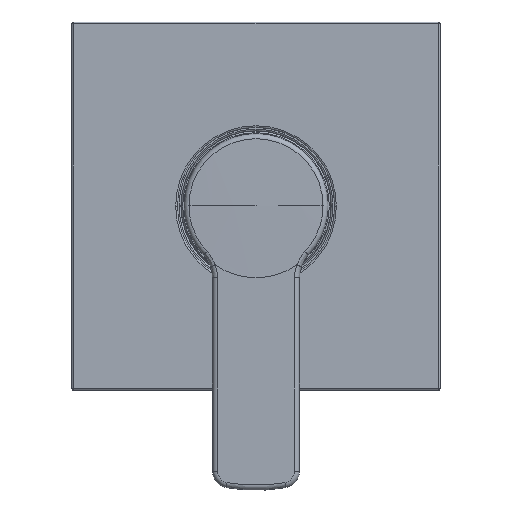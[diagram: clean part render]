
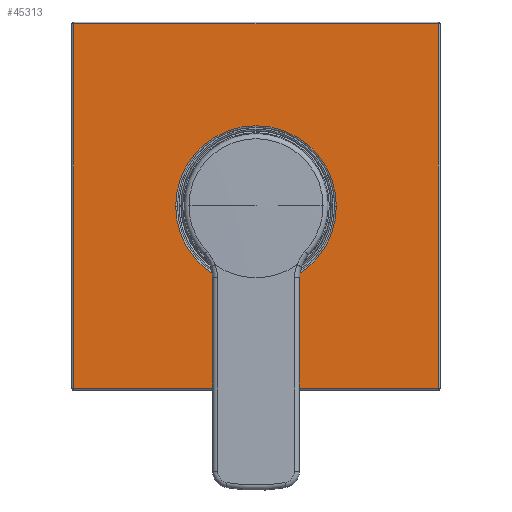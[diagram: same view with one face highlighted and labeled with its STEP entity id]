
A CAD part, top view. The second image highlights one B-rep face of the part: STEP entity #45313.
In plain terms, the highlighted planar face has unit normal (0, 0, 1).
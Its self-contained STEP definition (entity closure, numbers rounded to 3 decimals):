
#43936=DIRECTION('',(0.,-1.,0.));
#43937=VECTOR('',#43936,109.);
#43938=CARTESIAN_POINT('',(-54.5,54.5,46.5));
#43939=LINE('',#43938,#43937);
#43940=DIRECTION('',(-1.,0.,0.));
#43941=VECTOR('',#43940,109.);
#43942=CARTESIAN_POINT('',(54.5,54.5,46.5));
#43943=LINE('',#43942,#43941);
#43944=DIRECTION('',(0.,1.,0.));
#43945=VECTOR('',#43944,109.);
#43946=CARTESIAN_POINT('',(54.5,-54.5,46.5));
#43947=LINE('',#43946,#43945);
#43948=DIRECTION('',(1.,0.,0.));
#43949=VECTOR('',#43948,109.);
#43950=CARTESIAN_POINT('',(-54.5,-54.5,46.5));
#43951=LINE('',#43950,#43949);
#43952=CARTESIAN_POINT('',(0.,0.,46.5));
#43953=DIRECTION('',(0.,0.,-1.));
#43954=DIRECTION('',(1.,0.,0.));
#43955=AXIS2_PLACEMENT_3D('',#43952,#43953,#43954);
#43957=CARTESIAN_POINT('',(0.,0.,46.5));
#43958=DIRECTION('',(0.,0.,-1.));
#43959=DIRECTION('',(-1.,0.,0.));
#43960=AXIS2_PLACEMENT_3D('',#43957,#43958,#43959);
#44375=CARTESIAN_POINT('',(-54.5,54.5,46.5));
#44376=CARTESIAN_POINT('',(-54.5,-54.5,46.5));
#44377=VERTEX_POINT('',#44375);
#44378=VERTEX_POINT('',#44376);
#44383=CARTESIAN_POINT('',(54.5,-54.5,46.5));
#44384=VERTEX_POINT('',#44383);
#44389=CARTESIAN_POINT('',(54.5,54.5,46.5));
#44390=VERTEX_POINT('',#44389);
#44443=CARTESIAN_POINT('',(24.,0.,46.5));
#44444=CARTESIAN_POINT('',(-24.,0.,46.5));
#44445=VERTEX_POINT('',#44443);
#44446=VERTEX_POINT('',#44444);
#45293=CARTESIAN_POINT('',(0.,0.,46.5));
#45294=DIRECTION('',(0.,0.,1.));
#45295=DIRECTION('',(-1.,0.,0.));
#45296=AXIS2_PLACEMENT_3D('',#45293,#45294,#45295);
#45297=PLANE('',#45296);
#45299=ORIENTED_EDGE('',*,*,#45298,.F.);
#45300=ORIENTED_EDGE('',*,*,#45276,.F.);
#45302=ORIENTED_EDGE('',*,*,#45301,.F.);
#45304=ORIENTED_EDGE('',*,*,#45303,.F.);
#45305=EDGE_LOOP('',(#45299,#45300,#45302,#45304));
#45306=FACE_OUTER_BOUND('',#45305,.F.);
#45308=ORIENTED_EDGE('',*,*,#45307,.F.);
#45310=ORIENTED_EDGE('',*,*,#45309,.F.);
#45311=EDGE_LOOP('',(#45308,#45310));
#45312=FACE_BOUND('',#45311,.F.);
#45313=ADVANCED_FACE('',(#45306,#45312),#45297,.T.);
#43956=CIRCLE('',#43955,24.);
#43961=CIRCLE('',#43960,24.);
#45276=EDGE_CURVE('',#44390,#44377,#43943,.T.);
#45298=EDGE_CURVE('',#44377,#44378,#43939,.T.);
#45301=EDGE_CURVE('',#44384,#44390,#43947,.T.);
#45303=EDGE_CURVE('',#44378,#44384,#43951,.T.);
#45307=EDGE_CURVE('',#44445,#44446,#43956,.T.);
#45309=EDGE_CURVE('',#44446,#44445,#43961,.T.);
